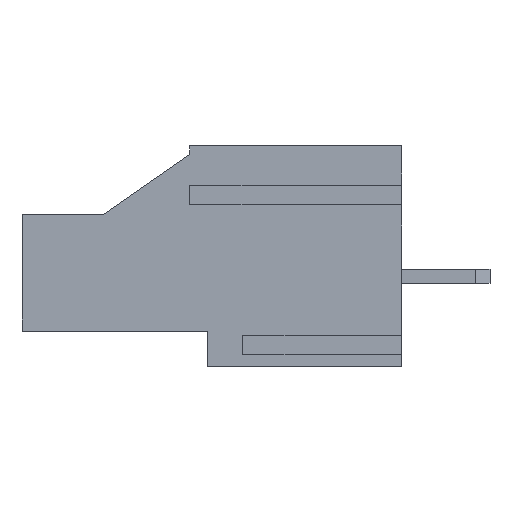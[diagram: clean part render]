
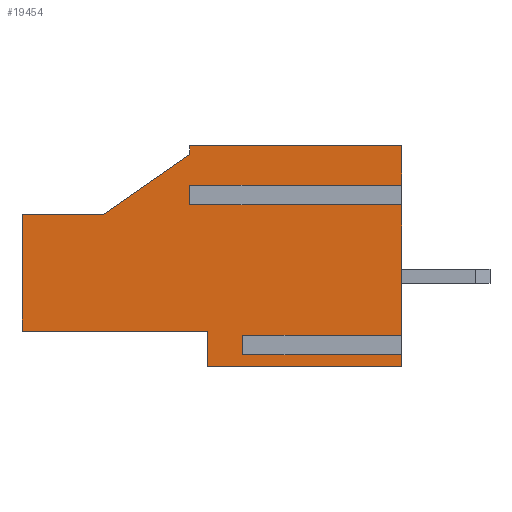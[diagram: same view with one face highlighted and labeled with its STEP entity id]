
A CAD part, left-side view. The second image highlights one B-rep face of the part: STEP entity #19454.
In plain terms, the highlighted planar face has unit normal (-1, 0, 0).
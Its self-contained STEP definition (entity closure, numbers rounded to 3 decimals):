
#22 = EDGE_CURVE ( 'NONE', #12534, #22362, #16740, .T. ) ;
#284 = ORIENTED_EDGE ( 'NONE', *, *, #17181, .F. ) ;
#368 = CARTESIAN_POINT ( 'NONE',  ( 0., 0., 0.868 ) ) ;
#384 = LINE ( 'NONE', #8350, #9623 ) ;
#793 = ORIENTED_EDGE ( 'NONE', *, *, #23133, .F. ) ;
#1296 = ORIENTED_EDGE ( 'NONE', *, *, #4076, .F. ) ;
#1405 = ORIENTED_EDGE ( 'NONE', *, *, #7985, .T. ) ;
#1407 = DIRECTION ( 'NONE',  ( 0., 0., -1. ) ) ;
#1459 = VECTOR ( 'NONE', #2175, 1000. ) ;
#1851 = CARTESIAN_POINT ( 'NONE',  ( 0., 0., 12.5 ) ) ;
#2028 = VERTEX_POINT ( 'NONE', #21869 ) ;
#2036 = LINE ( 'NONE', #20196, #2673 ) ;
#2175 = DIRECTION ( 'NONE',  ( 0., -1., 0. ) ) ;
#2290 = ORIENTED_EDGE ( 'NONE', *, *, #5905, .T. ) ;
#2506 = CARTESIAN_POINT ( 'NONE',  ( 0., 16.9, 12.5 ) ) ;
#2673 = VECTOR ( 'NONE', #16140, 1000. ) ;
#2834 = ORIENTED_EDGE ( 'NONE', *, *, #26397, .F. ) ;
#2898 = LINE ( 'NONE', #17274, #16412 ) ;
#2916 = VECTOR ( 'NONE', #12621, 1000. ) ;
#3121 = VERTEX_POINT ( 'NONE', #11491 ) ;
#3436 = DIRECTION ( 'NONE',  ( 1., 0., 0. ) ) ;
#3531 = CARTESIAN_POINT ( 'NONE',  ( 0., 12., 0. ) ) ;
#4076 = EDGE_CURVE ( 'NONE', #13683, #2028, #11555, .T. ) ;
#4341 = DIRECTION ( 'NONE',  ( 0., -1., 0. ) ) ;
#4363 = EDGE_CURVE ( 'NONE', #18617, #14467, #18252, .T. ) ;
#4465 = CARTESIAN_POINT ( 'NONE',  ( 0., 12., 12.5 ) ) ;
#5277 = FACE_OUTER_BOUND ( 'NONE', #23406, .T. ) ;
#5336 = VERTEX_POINT ( 'NONE', #14361 ) ;
#5905 = EDGE_CURVE ( 'NONE', #17662, #8053, #24767, .T. ) ;
#6156 = CARTESIAN_POINT ( 'NONE',  ( 0., 0., 9.368 ) ) ;
#6173 = DIRECTION ( 'NONE',  ( 0., -1., 0. ) ) ;
#6371 = ORIENTED_EDGE ( 'NONE', *, *, #24256, .T. ) ;
#6395 = CARTESIAN_POINT ( 'NONE',  ( 0., 21.5, 2. ) ) ;
#6563 = DIRECTION ( 'NONE',  ( 0., -1., 0. ) ) ;
#6748 = CARTESIAN_POINT ( 'NONE',  ( 0., 11., 2. ) ) ;
#6902 = ORIENTED_EDGE ( 'NONE', *, *, #22, .F. ) ;
#7285 = CARTESIAN_POINT ( 'NONE',  ( 0., 12., 10.032 ) ) ;
#7399 = CARTESIAN_POINT ( 'NONE',  ( 0., 16.9, 12.5 ) ) ;
#7985 = EDGE_CURVE ( 'NONE', #13683, #26309, #23840, .T. ) ;
#8043 = CARTESIAN_POINT ( 'NONE',  ( 0., 12., 10.032 ) ) ;
#8053 = VERTEX_POINT ( 'NONE', #26483 ) ;
#8064 = ORIENTED_EDGE ( 'NONE', *, *, #4363, .F. ) ;
#8167 = CARTESIAN_POINT ( 'NONE',  ( 0., 9., 1.532 ) ) ;
#8298 = VERTEX_POINT ( 'NONE', #19068 ) ;
#8303 = CARTESIAN_POINT ( 'NONE',  ( 0., 21.5, 8.6 ) ) ;
#8348 = DIRECTION ( 'NONE',  ( 0., 0., 1. ) ) ;
#8350 = CARTESIAN_POINT ( 'NONE',  ( 0., 16.9, 0. ) ) ;
#9018 = ORIENTED_EDGE ( 'NONE', *, *, #25681, .T. ) ;
#9623 = VECTOR ( 'NONE', #4341, 1000. ) ;
#9715 = VECTOR ( 'NONE', #6563, 1000. ) ;
#9954 = CARTESIAN_POINT ( 'NONE',  ( 0., 9., 0.868 ) ) ;
#10137 = VECTOR ( 'NONE', #1407, 1000. ) ;
#10591 = LINE ( 'NONE', #18826, #9715 ) ;
#11259 = VECTOR ( 'NONE', #24317, 1000. ) ;
#11419 = ORIENTED_EDGE ( 'NONE', *, *, #20942, .T. ) ;
#11474 = LINE ( 'NONE', #19300, #20515 ) ;
#11491 = CARTESIAN_POINT ( 'NONE',  ( 0., 16.9, 8.6 ) ) ;
#11499 = ORIENTED_EDGE ( 'NONE', *, *, #17236, .F. ) ;
#11555 = LINE ( 'NONE', #3531, #10137 ) ;
#12209 = CARTESIAN_POINT ( 'NONE',  ( 0., 12., 9.368 ) ) ;
#12534 = VERTEX_POINT ( 'NONE', #17366 ) ;
#12621 = DIRECTION ( 'NONE',  ( 0., -1., 0. ) ) ;
#13683 = VERTEX_POINT ( 'NONE', #7285 ) ;
#13707 = CARTESIAN_POINT ( 'NONE',  ( 0., 21.5, 2. ) ) ;
#14217 = EDGE_CURVE ( 'NONE', #20539, #23027, #2036, .T. ) ;
#14361 = CARTESIAN_POINT ( 'NONE',  ( 0., 0., 0. ) ) ;
#14366 = CARTESIAN_POINT ( 'NONE',  ( 0., 12., 12. ) ) ;
#14467 = VERTEX_POINT ( 'NONE', #4465 ) ;
#14602 = DIRECTION ( 'NONE',  ( 0., 0., 1. ) ) ;
#14652 = LINE ( 'NONE', #8303, #2916 ) ;
#14731 = ORIENTED_EDGE ( 'NONE', *, *, #24929, .F. ) ;
#14880 = VECTOR ( 'NONE', #18634, 1000. ) ;
#15109 = DIRECTION ( 'NONE',  ( 0., 0., -1. ) ) ;
#15403 = EDGE_CURVE ( 'NONE', #22226, #8298, #16364, .T. ) ;
#15594 = AXIS2_PLACEMENT_3D ( 'NONE', #7399, #3436, #15109 ) ;
#15643 = PLANE ( 'NONE',  #15594 ) ;
#16140 = DIRECTION ( 'NONE',  ( 0., 0., 1. ) ) ;
#16293 = LINE ( 'NONE', #8167, #18431 ) ;
#16364 = LINE ( 'NONE', #6395, #17655 ) ;
#16412 = VECTOR ( 'NONE', #25454, 1000. ) ;
#16588 = VERTEX_POINT ( 'NONE', #1851 ) ;
#16740 = LINE ( 'NONE', #6748, #21415 ) ;
#16769 = CARTESIAN_POINT ( 'NONE',  ( 0., 0., 12.5 ) ) ;
#17181 = EDGE_CURVE ( 'NONE', #3121, #18617, #2898, .T. ) ;
#17236 = EDGE_CURVE ( 'NONE', #14467, #16588, #20899, .T. ) ;
#17274 = CARTESIAN_POINT ( 'NONE',  ( 0., 16.9, 8.6 ) ) ;
#17366 = CARTESIAN_POINT ( 'NONE',  ( 0., 11., 0. ) ) ;
#17524 = LINE ( 'NONE', #23696, #24049 ) ;
#17535 = VECTOR ( 'NONE', #18188, 1000. ) ;
#17655 = VECTOR ( 'NONE', #14602, 1000. ) ;
#17662 = VERTEX_POINT ( 'NONE', #19844 ) ;
#17765 = EDGE_CURVE ( 'NONE', #2028, #23027, #18417, .T. ) ;
#18188 = DIRECTION ( 'NONE',  ( 0., 0., 1. ) ) ;
#18252 = LINE ( 'NONE', #24965, #20016 ) ;
#18417 = LINE ( 'NONE', #12209, #1459 ) ;
#18431 = VECTOR ( 'NONE', #20081, 1000. ) ;
#18617 = VERTEX_POINT ( 'NONE', #14366 ) ;
#18634 = DIRECTION ( 'NONE',  ( 0., 0., 1. ) ) ;
#18826 = CARTESIAN_POINT ( 'NONE',  ( 0., 9., 0.868 ) ) ;
#19068 = CARTESIAN_POINT ( 'NONE',  ( 0., 21.5, 8.6 ) ) ;
#19201 = ORIENTED_EDGE ( 'NONE', *, *, #17765, .F. ) ;
#19300 = CARTESIAN_POINT ( 'NONE',  ( 0., 0., 12.5 ) ) ;
#19454 = ADVANCED_FACE ( 'NONE', ( #5277 ), #15643, .F. ) ;
#19649 = CARTESIAN_POINT ( 'NONE',  ( 0., 11., 2. ) ) ;
#19782 = DIRECTION ( 'NONE',  ( 0., 1., 0. ) ) ;
#19844 = CARTESIAN_POINT ( 'NONE',  ( 0., 9., 0.868 ) ) ;
#20016 = VECTOR ( 'NONE', #24428, 1000. ) ;
#20081 = DIRECTION ( 'NONE',  ( 0., -1., 0. ) ) ;
#20196 = CARTESIAN_POINT ( 'NONE',  ( 0., 0., 12.5 ) ) ;
#20246 = CARTESIAN_POINT ( 'NONE',  ( 0., 0., 1.532 ) ) ;
#20515 = VECTOR ( 'NONE', #23623, 1000. ) ;
#20539 = VERTEX_POINT ( 'NONE', #20246 ) ;
#20899 = LINE ( 'NONE', #2506, #11259 ) ;
#20942 = EDGE_CURVE ( 'NONE', #12534, #5336, #384, .T. ) ;
#21068 = LINE ( 'NONE', #16769, #14880 ) ;
#21415 = VECTOR ( 'NONE', #8348, 1000. ) ;
#21763 = ORIENTED_EDGE ( 'NONE', *, *, #23632, .T. ) ;
#21869 = CARTESIAN_POINT ( 'NONE',  ( 0., 12., 9.368 ) ) ;
#22226 = VERTEX_POINT ( 'NONE', #13707 ) ;
#22362 = VERTEX_POINT ( 'NONE', #19649 ) ;
#22477 = VECTOR ( 'NONE', #6173, 1000. ) ;
#23027 = VERTEX_POINT ( 'NONE', #6156 ) ;
#23133 = EDGE_CURVE ( 'NONE', #17662, #24665, #10591, .T. ) ;
#23156 = CARTESIAN_POINT ( 'NONE',  ( 0., 0., 10.032 ) ) ;
#23406 = EDGE_LOOP ( 'NONE', ( #14731, #23689, #2834, #6902, #11419, #21763, #793, #2290, #9018, #24794, #19201, #1296, #1405, #6371, #11499, #8064, #284 ) ) ;
#23623 = DIRECTION ( 'NONE',  ( 0., 0., 1. ) ) ;
#23632 = EDGE_CURVE ( 'NONE', #5336, #24665, #11474, .T. ) ;
#23689 = ORIENTED_EDGE ( 'NONE', *, *, #15403, .F. ) ;
#23696 = CARTESIAN_POINT ( 'NONE',  ( 0., 16.9, 2. ) ) ;
#23840 = LINE ( 'NONE', #8043, #22477 ) ;
#24049 = VECTOR ( 'NONE', #19782, 1000. ) ;
#24256 = EDGE_CURVE ( 'NONE', #26309, #16588, #21068, .T. ) ;
#24317 = DIRECTION ( 'NONE',  ( 0., -1., 0. ) ) ;
#24428 = DIRECTION ( 'NONE',  ( 0., 0., 1. ) ) ;
#24665 = VERTEX_POINT ( 'NONE', #368 ) ;
#24767 = LINE ( 'NONE', #9954, #17535 ) ;
#24794 = ORIENTED_EDGE ( 'NONE', *, *, #14217, .T. ) ;
#24929 = EDGE_CURVE ( 'NONE', #8298, #3121, #14652, .T. ) ;
#24965 = CARTESIAN_POINT ( 'NONE',  ( 0., 12., 12. ) ) ;
#25454 = DIRECTION ( 'NONE',  ( 0., -0.822, 0.57 ) ) ;
#25681 = EDGE_CURVE ( 'NONE', #8053, #20539, #16293, .T. ) ;
#26309 = VERTEX_POINT ( 'NONE', #23156 ) ;
#26397 = EDGE_CURVE ( 'NONE', #22362, #22226, #17524, .T. ) ;
#26483 = CARTESIAN_POINT ( 'NONE',  ( 0., 9., 1.532 ) ) ;
